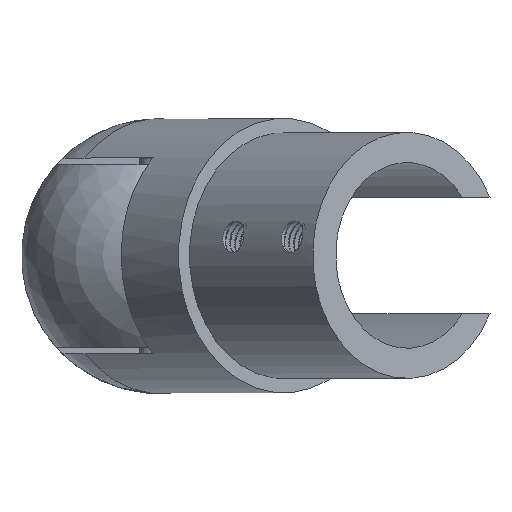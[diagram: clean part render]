
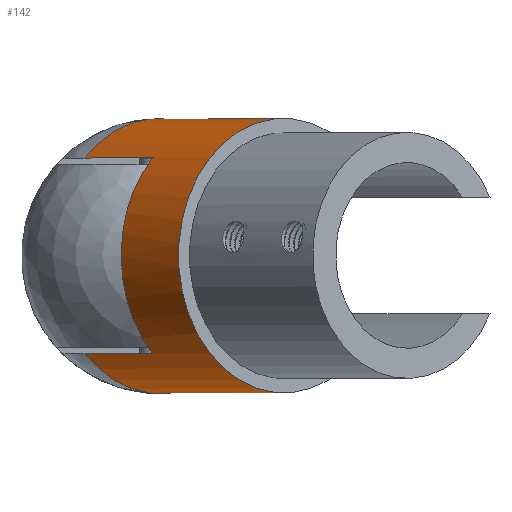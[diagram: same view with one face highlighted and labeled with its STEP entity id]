
A CAD part, top view. The second image highlights one B-rep face of the part: STEP entity #142.
In plain terms, the highlighted cylindrical face has radius 21.2 mm (diameter 42.4 mm), a partial arc.
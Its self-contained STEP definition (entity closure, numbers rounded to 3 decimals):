
#96=FACE_OUTER_BOUND('',#282,.T.);
#142=ADVANCED_FACE('',(#96),#193,.T.);
#193=CYLINDRICAL_SURFACE('',#985,21.2);
#282=EDGE_LOOP('',(#390,#391,#392,#393,#394,#395,#396,#397,#398,#399,#400,
#401));
#342=CIRCLE('',#979,21.2);
#343=CIRCLE('',#980,21.2);
#344=CIRCLE('',#981,21.2);
#345=CIRCLE('',#982,21.2);
#346=CIRCLE('',#983,21.2);
#347=CIRCLE('',#984,21.2);
#390=ORIENTED_EDGE('',*,*,#751,.F.);
#391=ORIENTED_EDGE('',*,*,#752,.T.);
#392=ORIENTED_EDGE('',*,*,#753,.F.);
#393=ORIENTED_EDGE('',*,*,#754,.F.);
#394=ORIENTED_EDGE('',*,*,#755,.F.);
#395=ORIENTED_EDGE('',*,*,#756,.T.);
#396=ORIENTED_EDGE('',*,*,#757,.F.);
#397=ORIENTED_EDGE('',*,*,#758,.F.);
#398=ORIENTED_EDGE('',*,*,#759,.F.);
#399=ORIENTED_EDGE('',*,*,#760,.T.);
#400=ORIENTED_EDGE('',*,*,#761,.F.);
#401=ORIENTED_EDGE('',*,*,#762,.F.);
#660=VERTEX_POINT('',#1533);
#661=VERTEX_POINT('',#1534);
#662=VERTEX_POINT('',#1536);
#663=VERTEX_POINT('',#1538);
#664=VERTEX_POINT('',#1540);
#665=VERTEX_POINT('',#1542);
#666=VERTEX_POINT('',#1544);
#667=VERTEX_POINT('',#1546);
#668=VERTEX_POINT('',#1548);
#669=VERTEX_POINT('',#1550);
#670=VERTEX_POINT('',#1552);
#671=VERTEX_POINT('',#1554);
#751=EDGE_CURVE('',#660,#661,#868,.T.);
#752=EDGE_CURVE('',#660,#662,#342,.T.);
#753=EDGE_CURVE('',#663,#662,#869,.T.);
#754=EDGE_CURVE('',#664,#663,#343,.T.);
#755=EDGE_CURVE('',#665,#664,#870,.T.);
#756=EDGE_CURVE('',#665,#666,#344,.T.);
#757=EDGE_CURVE('',#667,#666,#871,.T.);
#758=EDGE_CURVE('',#668,#667,#345,.T.);
#759=EDGE_CURVE('',#669,#668,#872,.T.);
#760=EDGE_CURVE('',#669,#670,#346,.T.);
#761=EDGE_CURVE('',#671,#670,#873,.T.);
#762=EDGE_CURVE('',#661,#671,#347,.T.);
#868=LINE('',#1532,#921);
#869=LINE('',#1537,#922);
#870=LINE('',#1541,#923);
#871=LINE('',#1545,#924);
#872=LINE('',#1549,#925);
#873=LINE('',#1553,#926);
#921=VECTOR('',#1070,1.);
#922=VECTOR('',#1073,1.);
#923=VECTOR('',#1076,1.);
#924=VECTOR('',#1079,1.);
#925=VECTOR('',#1082,1.);
#926=VECTOR('',#1085,1.);
#979=AXIS2_PLACEMENT_3D('',#1535,#1071,#1072);
#980=AXIS2_PLACEMENT_3D('',#1539,#1074,#1075);
#981=AXIS2_PLACEMENT_3D('',#1543,#1077,#1078);
#982=AXIS2_PLACEMENT_3D('',#1547,#1080,#1081);
#983=AXIS2_PLACEMENT_3D('',#1551,#1083,#1084);
#984=AXIS2_PLACEMENT_3D('',#1555,#1086,#1087);
#985=AXIS2_PLACEMENT_3D('',#1556,#1088,#1089);
#1070=DIRECTION('',(-0.643,0.,-0.766));
#1071=DIRECTION('',(-0.643,0.,-0.766));
#1072=DIRECTION('',(0.766,0.,-0.643));
#1073=DIRECTION('',(0.643,0.,0.766));
#1074=DIRECTION('',(-0.643,0.,-0.766));
#1075=DIRECTION('',(0.766,0.,-0.643));
#1076=DIRECTION('',(0.643,0.,0.766));
#1077=DIRECTION('',(0.643,0.,0.766));
#1078=DIRECTION('',(-0.766,0.,0.643));
#1079=DIRECTION('',(-0.643,0.,-0.766));
#1080=DIRECTION('',(-0.643,0.,-0.766));
#1081=DIRECTION('',(0.766,0.,-0.643));
#1082=DIRECTION('',(0.643,0.,0.766));
#1083=DIRECTION('',(0.643,0.,0.766));
#1084=DIRECTION('',(-0.766,0.,0.643));
#1085=DIRECTION('',(-0.643,0.,-0.766));
#1086=DIRECTION('',(-0.643,0.,-0.766));
#1087=DIRECTION('',(0.766,0.,-0.643));
#1088=DIRECTION('',(-0.643,0.,-0.766));
#1089=DIRECTION('',(0.766,0.,-0.643));
#1532=CARTESIAN_POINT('',(42.023,-9.,-22.281));
#1533=CARTESIAN_POINT('',(33.988,-9.,-31.857));
#1534=CARTESIAN_POINT('',(25.121,-9.,-42.424));
#1535=CARTESIAN_POINT('',(19.284,0.,-19.519));
#1536=CARTESIAN_POINT('',(33.988,9.,-31.857));
#1537=CARTESIAN_POINT('',(42.023,9.,-22.281));
#1538=CARTESIAN_POINT('',(25.121,9.,-42.424));
#1539=CARTESIAN_POINT('',(10.417,0.,-30.086));
#1540=CARTESIAN_POINT('',(21.816,15.1,-39.651));
#1541=CARTESIAN_POINT('',(38.718,15.1,-19.508));
#1542=CARTESIAN_POINT('',(11.399,15.1,-52.065));
#1543=CARTESIAN_POINT('',(0.,0.,-42.5));
#1544=CARTESIAN_POINT('',(-11.399,15.1,-32.935));
#1545=CARTESIAN_POINT('',(15.919,15.1,-0.378));
#1546=CARTESIAN_POINT('',(-0.982,15.1,-20.521));
#1547=CARTESIAN_POINT('',(10.417,0.,-30.086));
#1548=CARTESIAN_POINT('',(-0.982,-15.1,-20.521));
#1549=CARTESIAN_POINT('',(15.919,-15.1,-0.378));
#1550=CARTESIAN_POINT('',(-11.399,-15.1,-32.935));
#1551=CARTESIAN_POINT('',(0.,0.,-42.5));
#1552=CARTESIAN_POINT('',(11.399,-15.1,-52.065));
#1553=CARTESIAN_POINT('',(38.718,-15.1,-19.508));
#1554=CARTESIAN_POINT('',(21.816,-15.1,-39.651));
#1555=CARTESIAN_POINT('',(10.417,0.,-30.086));
#1556=CARTESIAN_POINT('',(27.318,0.,-9.943));
